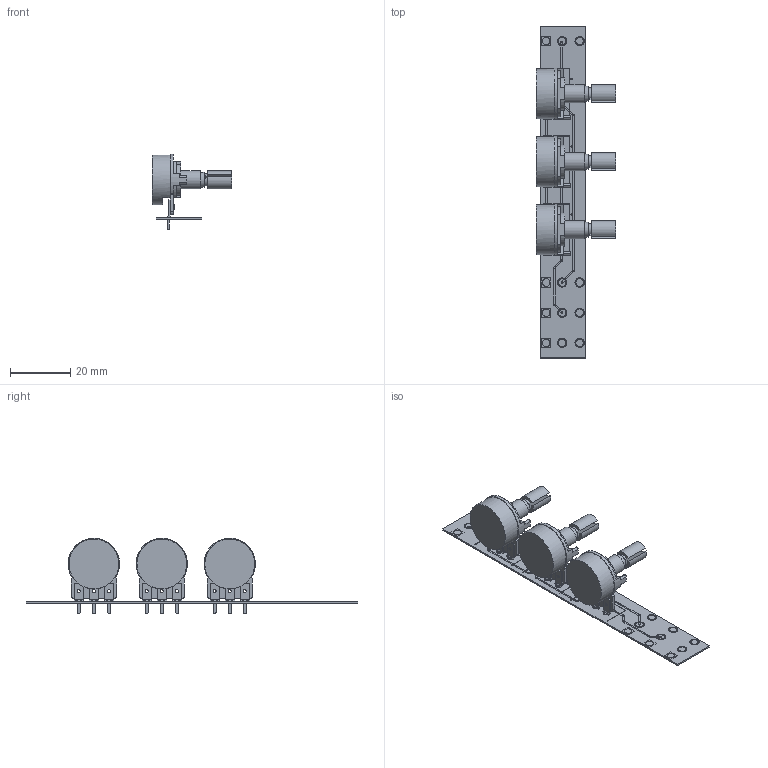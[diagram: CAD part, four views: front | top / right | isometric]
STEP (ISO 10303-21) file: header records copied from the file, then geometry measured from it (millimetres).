
FILE_DESCRIPTION( ( '' ), ' ' );
FILE_NAME( '5c24e80b8082eb1691778031.step', '2018-12-27T14:56:11', ( '' ), ( '' ), ' ', ' ', ' ' );
FILE_SCHEMA( ( 'AUTOMOTIVE_DESIGN { 1 0 10303 214 1 1 1 1 }' ) );
Length unit declared in the file: metre
Products named in the file (156): Assem1; Open CASCADE STEP translator 6.8 129; Open CASCADE STEP translator 6.8 60; Open CASCADE STEP translator 6.8 51; Open CASCADE STEP translator 6.8 43; Open CASCADE STEP translator 6.8 72; Open CASCADE STEP translator 6.8 33; Open CASCADE STEP translator 6.8 92; Open CASCADE STEP translator 6.8 26; Open CASCADE STEP translator 6.8 105; Open CASCADE STEP translator 6.8 85; Open CASCADE STEP translator 6.8 84; Open CASCADE STEP translator 6.8 78; Open CASCADE STEP translator 6.8 115; Open CASCADE STEP translator 6.8 16; Open CASCADE STEP translator 6.8 35; Open CASCADE STEP translator 6.8 3; Open CASCADE STEP translator 6.8 137; Open CASCADE STEP translator 6.8 118; Open CASCADE STEP translator 6.8 151; Open CASCADE STEP translator 6.8 24; Open CASCADE STEP translator 6.8 111; Open CASCADE STEP translator 6.8 59; Open CASCADE STEP translator 6.8 123; Open CASCADE STEP translator 6.8 130; Open CASCADE STEP translator 6.8 41; Open CASCADE STEP translator 6.8 10; Open CASCADE STEP translator 6.8 120; Open CASCADE STEP translator 6.8 122; Open CASCADE STEP translator 6.8 93; Open CASCADE STEP translator 6.8 109; Open CASCADE STEP translator 6.8 18; Open CASCADE STEP translator 6.8 97; Open CASCADE STEP translator 6.8 110; Open CASCADE STEP translator 6.8 140; Open CASCADE STEP translator 6.8 148; Open CASCADE STEP translator 6.8 38; Open CASCADE STEP translator 6.8 80; Open CASCADE STEP translator 6.8 100; Open CASCADE STEP translator 6.8 9 ...
Assembly tree (157 placements, depth 2):
  Assem1
    Open CASCADE STEP translator 6.8 129
    Open CASCADE STEP translator 6.8 60
    Open CASCADE STEP translator 6.8 51
    Open CASCADE STEP translator 6.8 43
    Open CASCADE STEP translator 6.8 72
    Open CASCADE STEP translator 6.8 33
    Open CASCADE STEP translator 6.8 92
    Open CASCADE STEP translator 6.8 26
    Open CASCADE STEP translator 6.8 105
    Open CASCADE STEP translator 6.8 85
    Open CASCADE STEP translator 6.8 84
    Open CASCADE STEP translator 6.8 78
    Open CASCADE STEP translator 6.8 115
    Open CASCADE STEP translator 6.8 16
    Open CASCADE STEP translator 6.8 35
    Open CASCADE STEP translator 6.8 3
    Open CASCADE STEP translator 6.8 137
    Open CASCADE STEP translator 6.8 118
    Open CASCADE STEP translator 6.8 151
    Open CASCADE STEP translator 6.8 24
    Open CASCADE STEP translator 6.8 111
    Open CASCADE STEP translator 6.8 59
    Open CASCADE STEP translator 6.8 123
    Open CASCADE STEP translator 6.8 130
    Open CASCADE STEP translator 6.8 41
    Open CASCADE STEP translator 6.8 10
    Open CASCADE STEP translator 6.8 120
    Open CASCADE STEP translator 6.8 122
    Open CASCADE STEP translator 6.8 93
    Open CASCADE STEP translator 6.8 109
    Open CASCADE STEP translator 6.8 18
    Open CASCADE STEP translator 6.8 97
    Open CASCADE STEP translator 6.8 110
    Open CASCADE STEP translator 6.8 140
    Open CASCADE STEP translator 6.8 148
    Open CASCADE STEP translator 6.8 38
    Open CASCADE STEP translator 6.8 80
    Open CASCADE STEP translator 6.8 100
    Open CASCADE STEP translator 6.8 9
    Open CASCADE STEP translator 6.8 108
    Open CASCADE STEP translator 6.8 65
    Open CASCADE STEP translator 6.8 125
    Open CASCADE STEP translator 6.8 28
    Open CASCADE STEP translator 6.8 113
    Open CASCADE STEP translator 6.8 21
    Open CASCADE STEP translator 6.8 58
    Open CASCADE STEP translator 6.8 66
    Open CASCADE STEP translator 6.8 17
    Open CASCADE STEP translator 6.8 89
    Open CASCADE STEP translator 6.8 153
    Open CASCADE STEP translator 6.8 73
    Open CASCADE STEP translator 6.8 25
    Open CASCADE STEP translator 6.8 68
    Open CASCADE STEP translator 6.8 50
    Open CASCADE STEP translator 6.8 143
    Open CASCADE STEP translator 6.8 1  x3
    Open CASCADE STEP translator 6.8 96
    Open CASCADE STEP translator 6.8 135
    Open CASCADE STEP translator 6.8 19
Bounding box: 26.5 x 110 x 25 mm (x, y, z)
Volume: 7822.8 mm3; surface area: 9417.7 mm2
Topology: 157 solids, 157 shells, 1053 faces, 2097 edges, 1379 vertices
Faces by surface type: plane 814, cylinder 230, torus 9
Full cylindrical faces by diameter (mm): 0.15 x18, 0.5 x3, 0.508 x40, 1 x9, 1.2 x9, 1.85 x12, 2.5 x12, 3.1 x16, 4 x3, 5 x3, 6 x3, 16.5 x3
Entity records: 31135 total; most frequent: DIRECTION 3256, CARTESIAN_POINT 2929, ORIENTED_EDGE 2298, STYLED_ITEM 1896, PRESENTATION_STYLE_ASSIGNMENT 1896, COLOUR_RGB 1896, AXIS2_PLACEMENT_3D 1214, EDGE_CURVE 1149
